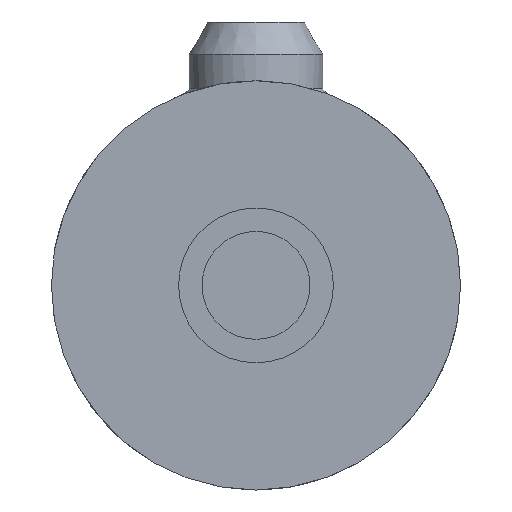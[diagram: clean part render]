
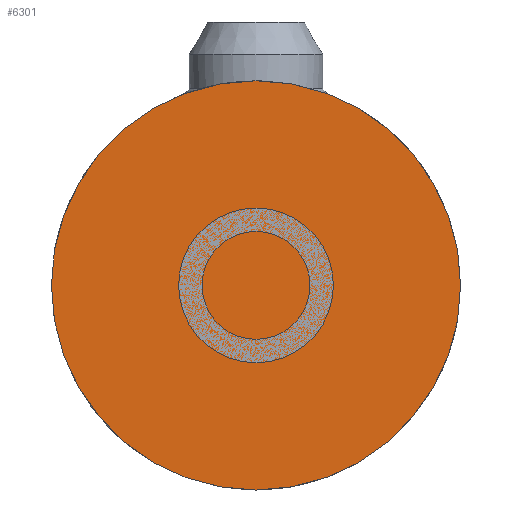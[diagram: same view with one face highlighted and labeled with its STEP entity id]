
A CAD part, left-side view. The second image highlights one B-rep face of the part: STEP entity #6301.
In plain terms, the highlighted planar face has unit normal (-1, 0, 0).
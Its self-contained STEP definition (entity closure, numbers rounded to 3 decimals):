
#3322=ORIENTED_EDGE('',*,*,#4262,.F.);
#4262=EDGE_CURVE('',#4878,#4878,#5037,.T.);
#4878=VERTEX_POINT('',#15134);
#5037=CIRCLE('',#9139,27.5);
#5400=EDGE_LOOP('',(#3322));
#5768=FACE_BOUND('',#5400,.T.);
#5968=PLANE('',#9138);
#6301=ADVANCED_FACE('',(#5768),#5968,.F.);
#9138=AXIS2_PLACEMENT_3D('',#15132,#10653,#10654);
#9139=AXIS2_PLACEMENT_3D('',#15133,#10655,#10656);
#10653=DIRECTION('',(1.,0.,0.));
#10654=DIRECTION('',(0.,0.,1.));
#10655=DIRECTION('',(1.,0.,0.));
#10656=DIRECTION('',(0.,0.,1.));
#15132=CARTESIAN_POINT('',(-20.537,0.,38.312));
#15133=CARTESIAN_POINT('',(-20.537,0.,0.));
#15134=CARTESIAN_POINT('',(-20.537,0.,27.5));
